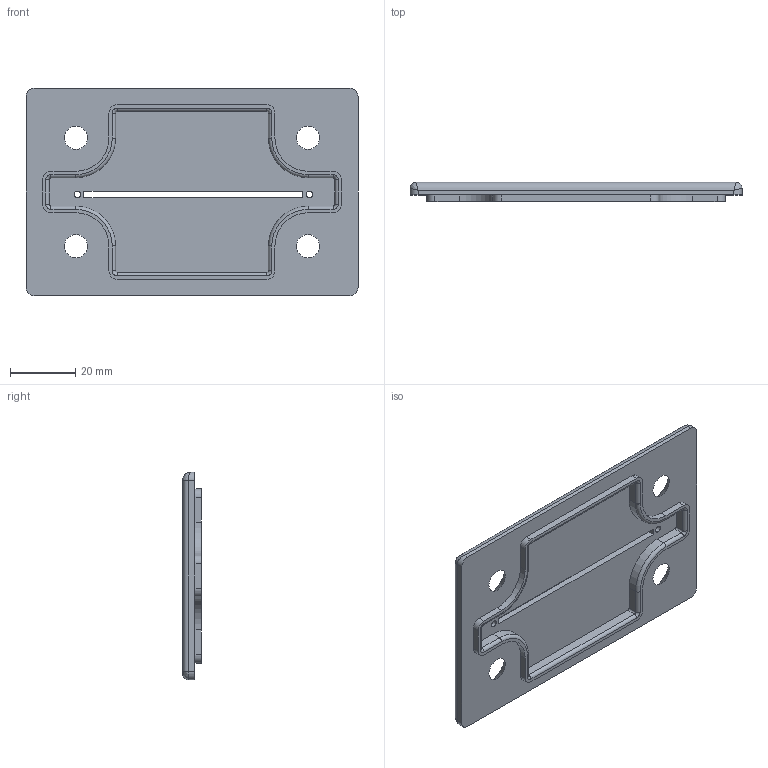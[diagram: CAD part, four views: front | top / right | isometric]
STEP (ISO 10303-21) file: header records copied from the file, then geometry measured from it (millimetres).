
FILE_DESCRIPTION(/* description */ (''),/* implementation_level */ '2;1');
FILE_NAME(/* name */ 'Motor_Controller_Box_Lid v1.step',/* time_stamp */ '2017-12-11T14:01:08-05:00',/* author */ ('pandaztaco'),/* organization */ (''),/* preprocessor_version */ 'ST-DEVELOPER v16.13',/* originating_system */ 'Autodesk Translation Framework v6.5.0.72',/* authorisation */ '');
FILE_SCHEMA (('AUTOMOTIVE_DESIGN { 1 0 10303 214 3 1 1 }'));
Length unit declared in the file: millimetre
Products named in the file (1): Motor_Controller_Box_Lid
Bounding box: 101.6 x 5.81 x 63.5 mm (x, y, z)
Volume: 18423.4 mm3; surface area: 15138.8 mm2
Topology: 1 solids, 1 shells, 102 faces, 270 edges, 170 vertices
Faces by surface type: cylinder 46, plane 36, torus 12, cone 4, bspline 4
Full cylindrical faces by diameter (mm): 2 x2
Entity records: 3285 total; most frequent: CARTESIAN_POINT 615, DIRECTION 588, ORIENTED_EDGE 536, EDGE_CURVE 268, AXIS2_PLACEMENT_3D 221, VERTEX_POINT 170, LINE 146, VECTOR 146
